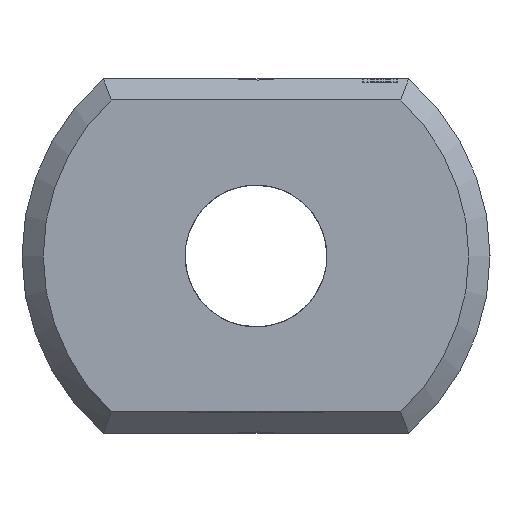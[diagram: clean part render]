
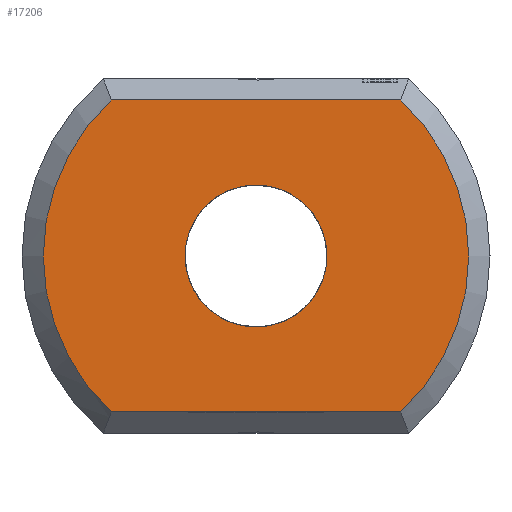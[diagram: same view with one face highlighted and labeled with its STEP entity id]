
A CAD part, left-side view. The second image highlights one B-rep face of the part: STEP entity #17206.
In plain terms, the highlighted planar face has unit normal (-1, 0, 0).
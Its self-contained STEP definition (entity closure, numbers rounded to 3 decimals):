
#4236 = VERTEX_POINT('',#4237);
#4237 = CARTESIAN_POINT('',(0.,-2.04,2.2));
#4246 = VERTEX_POINT('',#4247);
#4247 = CARTESIAN_POINT('',(0.,-2.04,-2.2));
#4254 = EDGE_CURVE('',#4236,#4246,#4255,.T.);
#4255 = CIRCLE('',#4256,3.);
#4256 = AXIS2_PLACEMENT_3D('',#4257,#4258,#4259);
#4257 = CARTESIAN_POINT('',(0.,0.,0.));
#4258 = DIRECTION('',(1.,0.,0.));
#4259 = DIRECTION('',(0.,-0.653,0.758)
  );
#5510 = VERTEX_POINT('',#5511);
#5511 = CARTESIAN_POINT('',(0.,2.04,2.2));
#5518 = EDGE_CURVE('',#4236,#5510,#5519,.T.);
#5519 = LINE('',#5520,#5521);
#5520 = CARTESIAN_POINT('',(0.,-2.154,2.2));
#5521 = VECTOR('',#5522,1.);
#5522 = DIRECTION('',(0.,1.,0.));
#17206 = ADVANCED_FACE('',(#17207,#17226),#17237,.F.);
#17207 = FACE_BOUND('',#17208,.F.);
#17208 = EDGE_LOOP('',(#17209,#17218,#17219,#17220));
#17209 = ORIENTED_EDGE('',*,*,#17210,.T.);
#17210 = EDGE_CURVE('',#17211,#5510,#17213,.T.);
#17211 = VERTEX_POINT('',#17212);
#17212 = CARTESIAN_POINT('',(0.,2.04,-2.2));
#17213 = CIRCLE('',#17214,3.);
#17214 = AXIS2_PLACEMENT_3D('',#17215,#17216,#17217);
#17215 = CARTESIAN_POINT('',(0.,0.,0.));
#17216 = DIRECTION('',(1.,0.,0.));
#17217 = DIRECTION('',(0.,0.653,-0.758)
  );
#17218 = ORIENTED_EDGE('',*,*,#5518,.F.);
#17219 = ORIENTED_EDGE('',*,*,#4254,.T.);
#17220 = ORIENTED_EDGE('',*,*,#17221,.T.);
#17221 = EDGE_CURVE('',#4246,#17211,#17222,.T.);
#17222 = LINE('',#17223,#17224);
#17223 = CARTESIAN_POINT('',(0.,-2.154,-2.2));
#17224 = VECTOR('',#17225,1.);
#17225 = DIRECTION('',(0.,1.,0.));
#17226 = FACE_BOUND('',#17227,.T.);
#17227 = EDGE_LOOP('',(#17228));
#17228 = ORIENTED_EDGE('',*,*,#17229,.T.);
#17229 = EDGE_CURVE('',#17230,#17230,#17232,.T.);
#17230 = VERTEX_POINT('',#17231);
#17231 = CARTESIAN_POINT('',(0.,1.,0.)
  );
#17232 = CIRCLE('',#17233,1.);
#17233 = AXIS2_PLACEMENT_3D('',#17234,#17235,#17236);
#17234 = CARTESIAN_POINT('',(0.,0.,0.));
#17235 = DIRECTION('',(1.,0.,0.));
#17236 = DIRECTION('',(0.,1.,0.));
#17237 = PLANE('',#17238);
#17238 = AXIS2_PLACEMENT_3D('',#17239,#17240,#17241);
#17239 = CARTESIAN_POINT('',(0.,0.,0.));
#17240 = DIRECTION('',(1.,0.,0.));
#17241 = DIRECTION('',(0.,0.,1.));
